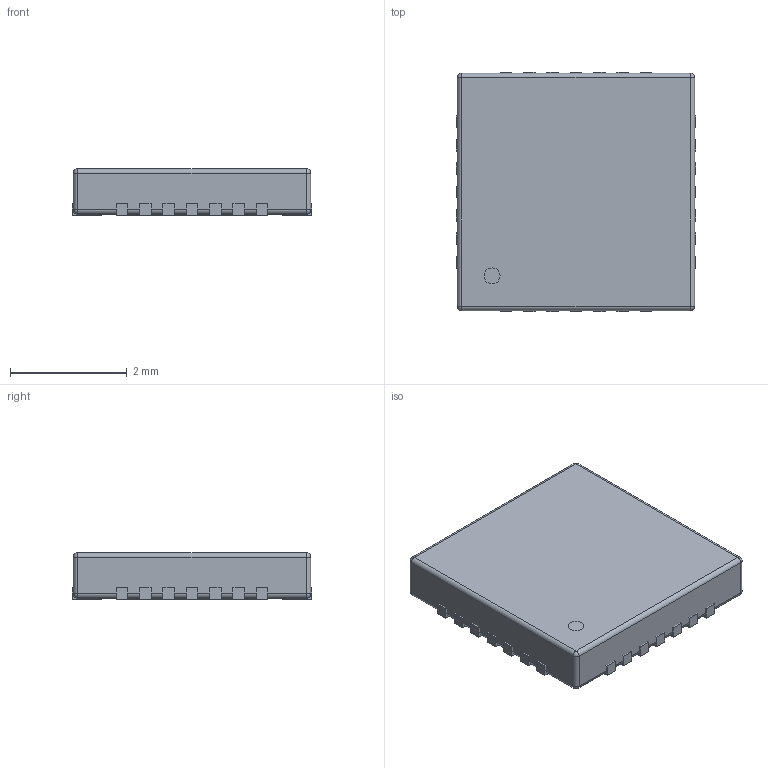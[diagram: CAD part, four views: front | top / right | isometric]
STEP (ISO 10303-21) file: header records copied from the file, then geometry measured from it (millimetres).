
FILE_DESCRIPTION(('STEP AP214'), '1');
FILE_NAME('MO-220WGGE', '2016-07-14T21:36:06', ('Nobody'), (''), 'ASCON STEP Converter 1.3', 'ASCON Math Kernel', '');
FILE_SCHEMA(('AUTOMOTIVE_DESIGN { 1 0 10303 214 3 1 1}'));
Length unit declared in the file: millimetre
Bounding box: 4.1 x 4.1 x 0.8 mm (x, y, z)
Surface area: 69 mm2
Topology: 30 solids, 30 shells, 205 faces, 533 edges, 410 vertices
Faces by surface type: plane 154, cylinder 43, sphere 8
Entity records: 8033 total; most frequent: DIRECTION 1080, CARTESIAN_POINT 996, ORIENTED_EDGE 818, EDGE_CURVE 409, LINE 382, VECTOR 382, AXIS2_PLACEMENT_3D 349, VERTEX_POINT 265
